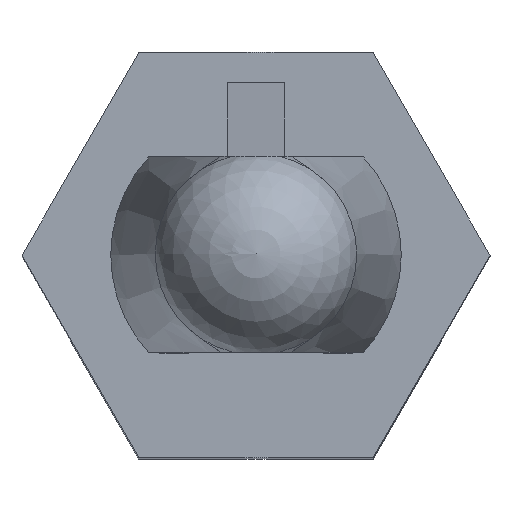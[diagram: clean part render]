
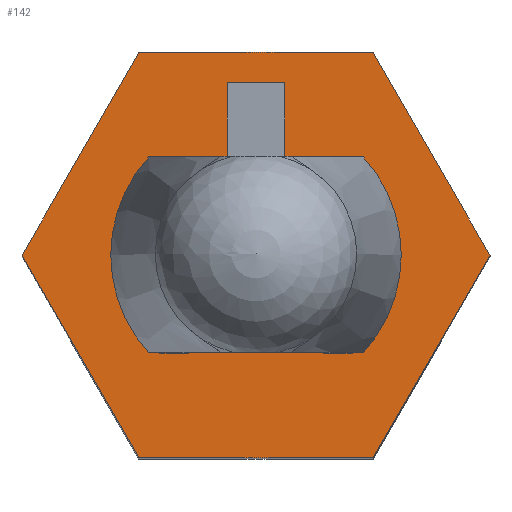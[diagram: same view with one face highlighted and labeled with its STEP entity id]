
A CAD part, top view. The second image highlights one B-rep face of the part: STEP entity #142.
In plain terms, the highlighted planar face has unit normal (0, 0, 1).
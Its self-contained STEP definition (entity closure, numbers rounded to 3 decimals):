
#142 = ADVANCED_FACE( '', ( #285, #286, #287 ), #288, .F. );
#285 = FACE_BOUND( '', #421, .T. );
#286 = FACE_BOUND( '', #422, .T. );
#287 = FACE_OUTER_BOUND( '', #423, .T. );
#288 = PLANE( '', #424 );
#421 = EDGE_LOOP( '', ( #763, #764, #765, #766 ) );
#422 = EDGE_LOOP( '', ( #767, #768, #769, #770 ) );
#423 = EDGE_LOOP( '', ( #771, #772, #773, #774, #775, #776 ) );
#424 = AXIS2_PLACEMENT_3D( '', #777, #778, #779 );
#763 = ORIENTED_EDGE( '', *, *, #915, .T. );
#764 = ORIENTED_EDGE( '', *, *, #840, .T. );
#765 = ORIENTED_EDGE( '', *, *, #895, .T. );
#766 = ORIENTED_EDGE( '', *, *, #856, .T. );
#767 = ORIENTED_EDGE( '', *, *, #786, .T. );
#768 = ORIENTED_EDGE( '', *, *, #894, .T. );
#769 = ORIENTED_EDGE( '', *, *, #872, .F. );
#770 = ORIENTED_EDGE( '', *, *, #914, .T. );
#771 = ORIENTED_EDGE( '', *, *, #910, .F. );
#772 = ORIENTED_EDGE( '', *, *, #877, .F. );
#773 = ORIENTED_EDGE( '', *, *, #835, .F. );
#774 = ORIENTED_EDGE( '', *, *, #819, .F. );
#775 = ORIENTED_EDGE( '', *, *, #905, .F. );
#776 = ORIENTED_EDGE( '', *, *, #827, .F. );
#777 = CARTESIAN_POINT( '', ( 0., 0., 15. ) );
#778 = DIRECTION( '', ( 0., 0., -1. ) );
#779 = DIRECTION( '', ( -1., 0., 0. ) );
#786 = EDGE_CURVE( '', #929, #927, #930, .T. );
#819 = EDGE_CURVE( '', #984, #986, #987, .T. );
#827 = EDGE_CURVE( '', #997, #999, #1000, .T. );
#835 = EDGE_CURVE( '', #986, #1011, #1012, .T. );
#840 = EDGE_CURVE( '', #1019, #1017, #1020, .T. );
#856 = EDGE_CURVE( '', #1038, #1039, #1040, .T. );
#872 = EDGE_CURVE( '', #1063, #1059, #1065, .T. );
#877 = EDGE_CURVE( '', #1011, #1070, #1071, .T. );
#894 = EDGE_CURVE( '', #927, #1059, #1092, .T. );
#895 = EDGE_CURVE( '', #1017, #1038, #1093, .T. );
#905 = EDGE_CURVE( '', #999, #984, #1104, .T. );
#910 = EDGE_CURVE( '', #1070, #997, #1109, .T. );
#914 = EDGE_CURVE( '', #1063, #929, #1113, .T. );
#915 = EDGE_CURVE( '', #1039, #1019, #1114, .T. );
#927 = VERTEX_POINT( '', #1126 );
#929 = VERTEX_POINT( '', #1131 );
#930 = CIRCLE( '', #1132, 2. );
#984 = VERTEX_POINT( '', #1228 );
#986 = VERTEX_POINT( '', #1231 );
#987 = LINE( '', #1232, #1233 );
#997 = VERTEX_POINT( '', #1245 );
#999 = VERTEX_POINT( '', #1248 );
#1000 = LINE( '', #1249, #1250 );
#1011 = VERTEX_POINT( '', #1266 );
#1012 = LINE( '', #1267, #1268 );
#1017 = VERTEX_POINT( '', #1275 );
#1019 = VERTEX_POINT( '', #1278 );
#1020 = LINE( '', #1279, #1280 );
#1038 = VERTEX_POINT( '', #1303 );
#1039 = VERTEX_POINT( '', #1304 );
#1040 = CIRCLE( '', #1305, 2. );
#1059 = VERTEX_POINT( '', #1333 );
#1063 = VERTEX_POINT( '', #1339 );
#1065 = LINE( '', #1342, #1343 );
#1070 = VERTEX_POINT( '', #1370 );
#1071 = LINE( '', #1371, #1372 );
#1092 = LINE( '', #1400, #1401 );
#1093 = LINE( '', #1402, #1403 );
#1104 = LINE( '', #1417, #1418 );
#1109 = LINE( '', #1425, #1426 );
#1113 = LINE( '', #1431, #1432 );
#1114 = LINE( '', #1433, #1434 );
#1126 = CARTESIAN_POINT( '', ( -1.377, 1.45, 15. ) );
#1131 = CARTESIAN_POINT( '', ( -1.377, -1.45, 15. ) );
#1132 = AXIS2_PLACEMENT_3D( '', #1446, #1447, #1448 );
#1228 = CARTESIAN_POINT( '', ( -3.464, 0., 15. ) );
#1231 = CARTESIAN_POINT( '', ( -1.732, 3., 15. ) );
#1232 = CARTESIAN_POINT( '', ( -1.732, 3., 15. ) );
#1233 = VECTOR( '', #1479, 1000. );
#1245 = CARTESIAN_POINT( '', ( 1.732, -3., 15. ) );
#1248 = CARTESIAN_POINT( '', ( -1.732, -3., 15. ) );
#1249 = CARTESIAN_POINT( '', ( 1.732, -3., 15. ) );
#1250 = VECTOR( '', #1489, 1000. );
#1266 = CARTESIAN_POINT( '', ( 1.732, 3., 15. ) );
#1267 = CARTESIAN_POINT( '', ( -1.732, 3., 15. ) );
#1268 = VECTOR( '', #1495, 1000. );
#1275 = CARTESIAN_POINT( '', ( 1., 1.45, 15. ) );
#1278 = CARTESIAN_POINT( '', ( 1., -1.45, 15. ) );
#1279 = CARTESIAN_POINT( '', ( 1., -1.45, 15. ) );
#1280 = VECTOR( '', #1499, 1000. );
#1303 = CARTESIAN_POINT( '', ( 1.377, 1.45, 15. ) );
#1304 = CARTESIAN_POINT( '', ( 1.377, -1.45, 15. ) );
#1305 = AXIS2_PLACEMENT_3D( '', #1520, #1521, #1522 );
#1333 = CARTESIAN_POINT( '', ( -1., 1.45, 15. ) );
#1339 = CARTESIAN_POINT( '', ( -1., -1.45, 15. ) );
#1342 = CARTESIAN_POINT( '', ( -1., -1.45, 15. ) );
#1343 = VECTOR( '', #1538, 1000. );
#1370 = CARTESIAN_POINT( '', ( 3.464, 0., 15. ) );
#1371 = CARTESIAN_POINT( '', ( 1.732, 3., 15. ) );
#1372 = VECTOR( '', #1539, 1000. );
#1400 = CARTESIAN_POINT( '', ( -2.15, 1.45, 15. ) );
#1401 = VECTOR( '', #1556, 1000. );
#1402 = CARTESIAN_POINT( '', ( -2.15, 1.45, 15. ) );
#1403 = VECTOR( '', #1557, 1000. );
#1417 = CARTESIAN_POINT( '', ( -3.464, 0., 15. ) );
#1418 = VECTOR( '', #1564, 1000. );
#1425 = CARTESIAN_POINT( '', ( 3.464, 0., 15. ) );
#1426 = VECTOR( '', #1567, 1000. );
#1431 = CARTESIAN_POINT( '', ( 2.15, -1.45, 15. ) );
#1432 = VECTOR( '', #1569, 1000. );
#1433 = CARTESIAN_POINT( '', ( 2.15, -1.45, 15. ) );
#1434 = VECTOR( '', #1570, 1000. );
#1446 = CARTESIAN_POINT( '', ( 0., 0., 15. ) );
#1447 = DIRECTION( '', ( 0., 0., -1. ) );
#1448 = DIRECTION( '', ( -1., 0., 0. ) );
#1479 = DIRECTION( '', ( 0.5, 0.866, 0. ) );
#1489 = DIRECTION( '', ( -1., 0., 0. ) );
#1495 = DIRECTION( '', ( 1., 0., 0. ) );
#1499 = DIRECTION( '', ( 0., 1., 0. ) );
#1520 = CARTESIAN_POINT( '', ( 0., 0., 15. ) );
#1521 = DIRECTION( '', ( 0., 0., -1. ) );
#1522 = DIRECTION( '', ( -1., 0., 0. ) );
#1538 = DIRECTION( '', ( 0., 1., 0. ) );
#1539 = DIRECTION( '', ( 0.5, -0.866, 0. ) );
#1556 = DIRECTION( '', ( 1., 0., 0. ) );
#1557 = DIRECTION( '', ( 1., 0., 0. ) );
#1564 = DIRECTION( '', ( -0.5, 0.866, 0. ) );
#1567 = DIRECTION( '', ( -0.5, -0.866, 0. ) );
#1569 = DIRECTION( '', ( -1., 0., 0. ) );
#1570 = DIRECTION( '', ( -1., 0., 0. ) );
